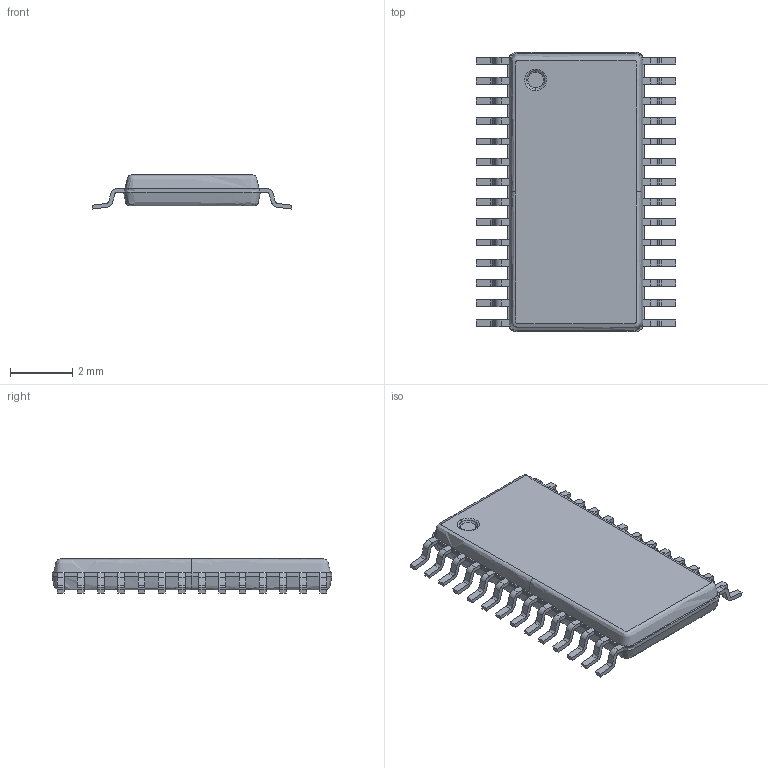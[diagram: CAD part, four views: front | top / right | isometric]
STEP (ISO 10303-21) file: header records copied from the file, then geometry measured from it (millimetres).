
FILE_DESCRIPTION(/* description */ (''),/* implementation_level */ '2;1');
FILE_NAME(/* name */ 'TSSOP-28',/* time_stamp */ '2017-09-25T10:40:28+02:00',/* author */ (''),/* organization */ (''),/* preprocessor_version */ 'ST-DEVELOPER v14',/* originating_system */ '',/* authorisation */ '');
FILE_SCHEMA (('AUTOMOTIVE_DESIGN'));
Length unit declared in the file: millimetre
Products named in the file (1): Document
Bounding box: 6.43 x 9 x 1.1 mm (x, y, z)
Volume: 38.5 mm3; surface area: 209.9 mm2
Topology: 15 solids, 15 shells, 406 faces, 1203 edges, 800 vertices
Faces by surface type: bspline 347, plane 59
Entity records: 40911 total; most frequent: CARTESIAN_POINT 33381, ORIENTED_EDGE 2406, EDGE_CURVE 1203, B_SPLINE_CURVE_WITH_KNOTS 1193, VERTEX_POINT 800, EDGE_LOOP 407, ADVANCED_FACE 406, FACE_OUTER_BOUND 406
